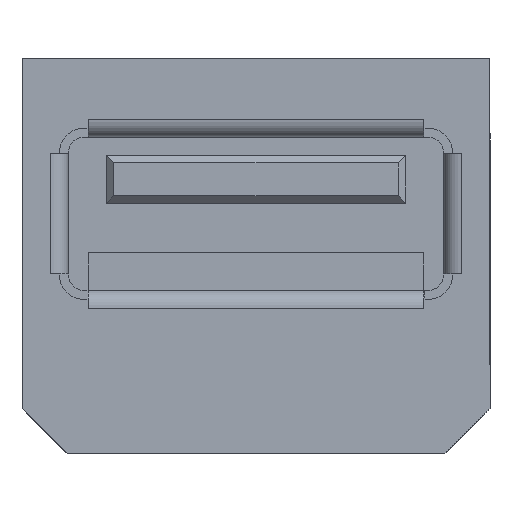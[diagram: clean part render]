
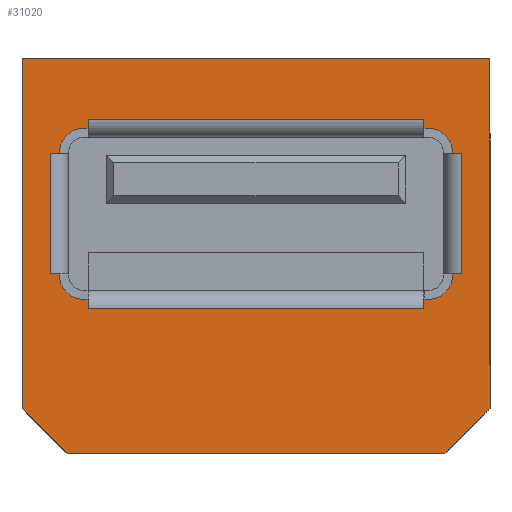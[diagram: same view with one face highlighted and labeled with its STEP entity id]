
A CAD part, front view. The second image highlights one B-rep face of the part: STEP entity #31020.
In plain terms, the highlighted face is planar.
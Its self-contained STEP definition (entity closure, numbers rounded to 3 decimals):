
#200=CARTESIAN_POINT('',(5.6,-4.255,-16.));
#210=VERTEX_POINT('',#200);
#240=CARTESIAN_POINT('',(-6.55,-4.255,-16.));
#250=DIRECTION('',(1.,0.,0.));
#260=VECTOR('',#250,1000.);
#270=LINE('',#240,#260);
#280=CARTESIAN_POINT('',(5.75,-4.255,-16.));
#290=VERTEX_POINT('',#280);
#300=EDGE_CURVE('',#210,#290,#270,.T.);
#5790=CARTESIAN_POINT('',(-5.6,-3.405,-16.));
#5800=DIRECTION('',(0.,-1.,0.));
#5810=VECTOR('',#5800,1000.);
#5820=LINE('',#5790,#5810);
#5830=CARTESIAN_POINT('',(-5.6,-4.255,-16.));
#5840=VERTEX_POINT('',#5830);
#5850=CARTESIAN_POINT('',(-5.6,-4.555,-16.));
#5860=VERTEX_POINT('',#5850);
#5870=EDGE_CURVE('',#5840,#5860,#5820,.T.);
#6090=CARTESIAN_POINT('',(-5.75,-4.255,-16.));
#6100=VERTEX_POINT('',#6090);
#6150=CARTESIAN_POINT('',(-6.55,-4.255,-16.));
#6160=DIRECTION('',(1.,0.,0.));
#6170=VECTOR('',#6160,1000.);
#6180=LINE('',#6150,#6170);
#6190=EDGE_CURVE('',#6100,#5840,#6180,.T.);
#6380=CARTESIAN_POINT('',(5.75,-3.455,-16.));
#6390=DIRECTION('',(0.,0.,1.));
#6400=DIRECTION('',(1.,0.,0.));
#6410=AXIS2_PLACEMENT_3D('',#6380,#6390,#6400);
#6420=CIRCLE('',#6410,0.8);
#6430=CARTESIAN_POINT('',(6.55,-3.455,-16.));
#6440=VERTEX_POINT('',#6430);
#6450=EDGE_CURVE('',#290,#6440,#6420,.T.);
#7890=CARTESIAN_POINT('',(6.3,6.595,-16.));
#7900=VERTEX_POINT('',#7890);
#8050=CARTESIAN_POINT('',(-6.3,6.595,-16.));
#8060=VERTEX_POINT('',#8050);
#8090=CARTESIAN_POINT('',(-7.8,6.595,-16.));
#8100=DIRECTION('',(-1.,0.,0.));
#8110=VECTOR('',#8100,1000.);
#8120=LINE('',#8090,#8110);
#8130=EDGE_CURVE('',#7900,#8060,#8120,.T.);
#8780=CARTESIAN_POINT('',(-7.8,5.095,-16.));
#8790=VERTEX_POINT('',#8780);
#8820=CARTESIAN_POINT('',(-7.8,5.095,-16.));
#8830=DIRECTION('',(0.707,0.707,0.));
#8840=VECTOR('',#8830,1000.);
#8850=LINE('',#8820,#8840);
#8860=EDGE_CURVE('',#8790,#8060,#8850,.T.);
#9750=CARTESIAN_POINT('',(7.8,-6.595,-16.));
#9760=VERTEX_POINT('',#9750);
#10510=CARTESIAN_POINT('',(7.8,5.095,-16.));
#10520=VERTEX_POINT('',#10510);
#10550=CARTESIAN_POINT('',(7.8,6.595,-16.));
#10560=DIRECTION('',(0.,1.,0.));
#10570=VECTOR('',#10560,1000.);
#10580=LINE('',#10550,#10570);
#10590=EDGE_CURVE('',#9760,#10520,#10580,.T.);
#12000=CARTESIAN_POINT('',(6.3,6.595,-16.));
#12010=DIRECTION('',(0.707,-0.707,0.));
#12020=VECTOR('',#12010,1000.);
#12030=LINE('',#12000,#12020);
#12040=EDGE_CURVE('',#7900,#10520,#12030,.T.);
#12530=CARTESIAN_POINT('',(5.6,-4.555,-16.));
#12540=VERTEX_POINT('',#12530);
#12570=CARTESIAN_POINT('',(5.6,-3.405,-16.));
#12580=DIRECTION('',(0.,1.,0.));
#12590=VECTOR('',#12580,1000.);
#12600=LINE('',#12570,#12590);
#12610=EDGE_CURVE('',#12540,#210,#12600,.T.);
#13120=CARTESIAN_POINT('',(6.55,1.445,-16.));
#13130=DIRECTION('',(0.,1.,0.));
#13140=VECTOR('',#13130,1000.);
#13150=LINE('',#13120,#13140);
#13160=CARTESIAN_POINT('',(6.55,-3.405,-16.));
#13170=VERTEX_POINT('',#13160);
#13180=EDGE_CURVE('',#6440,#13170,#13150,.T.);
#20370=CARTESIAN_POINT('',(5.6,-4.555,-16.));
#20380=DIRECTION('',(1.,0.,0.));
#20390=VECTOR('',#20380,1000.);
#20400=LINE('',#20370,#20390);
#20410=EDGE_CURVE('',#5860,#12540,#20400,.T.);
#29310=CARTESIAN_POINT('',(-7.8,-6.595,-16.));
#29320=DIRECTION('',(0.,0.,1.));
#29330=DIRECTION('',(1.,0.,0.));
#29340=AXIS2_PLACEMENT_3D('',#29310,#29320,#29330);
#29350=PLANE('',#29340);
#29360=CARTESIAN_POINT('',(-6.85,-3.405,-16.));
#29370=DIRECTION('',(0.,-1.,0.));
#29380=VECTOR('',#29370,1000.);
#29390=LINE('',#29360,#29380);
#29400=CARTESIAN_POINT('',(-6.85,0.595,-16.));
#29410=VERTEX_POINT('',#29400);
#29420=CARTESIAN_POINT('',(-6.85,-3.405,-16.));
#29430=VERTEX_POINT('',#29420);
#29440=EDGE_CURVE('',#29410,#29430,#29390,.T.);
#29450=ORIENTED_EDGE('',*,*,#29440,.T.);
#29460=CARTESIAN_POINT('',(-7.25,0.595,-16.));
#29470=DIRECTION('',(-1.,0.,0.));
#29480=VECTOR('',#29470,1000.);
#29490=LINE('',#29460,#29480);
#29500=CARTESIAN_POINT('',(-6.55,0.595,-16.));
#29510=VERTEX_POINT('',#29500);
#29520=EDGE_CURVE('',#29510,#29410,#29490,.T.);
#29530=ORIENTED_EDGE('',*,*,#29520,.T.);
#29540=CARTESIAN_POINT('',(-6.55,1.445,-16.));
#29550=DIRECTION('',(0.,-1.,0.));
#29560=VECTOR('',#29550,1000.);
#29570=LINE('',#29540,#29560);
#29580=CARTESIAN_POINT('',(-6.55,0.645,-16.));
#29590=VERTEX_POINT('',#29580);
#29600=EDGE_CURVE('',#29590,#29510,#29570,.T.);
#29610=ORIENTED_EDGE('',*,*,#29600,.T.);
#29620=CARTESIAN_POINT('',(-5.75,0.645,-16.));
#29630=DIRECTION('',(0.,0.,1.));
#29640=DIRECTION('',(1.,0.,0.));
#29650=AXIS2_PLACEMENT_3D('',#29620,#29630,#29640);
#29660=CIRCLE('',#29650,0.8);
#29670=CARTESIAN_POINT('',(-5.75,1.445,-16.));
#29680=VERTEX_POINT('',#29670);
#29690=EDGE_CURVE('',#29680,#29590,#29660,.T.);
#29700=ORIENTED_EDGE('',*,*,#29690,.T.);
#29710=CARTESIAN_POINT('',(-6.55,1.445,-16.));
#29720=DIRECTION('',(-1.,0.,0.));
#29730=VECTOR('',#29720,1000.);
#29740=LINE('',#29710,#29730);
#29750=CARTESIAN_POINT('',(-5.6,1.445,-16.));
#29760=VERTEX_POINT('',#29750);
#29770=EDGE_CURVE('',#29760,#29680,#29740,.T.);
#29780=ORIENTED_EDGE('',*,*,#29770,.T.);
#29790=CARTESIAN_POINT('',(-5.6,2.145,-16.));
#29800=DIRECTION('',(0.,-1.,0.));
#29810=VECTOR('',#29800,1000.);
#29820=LINE('',#29790,#29810);
#29830=CARTESIAN_POINT('',(-5.6,1.745,-16.));
#29840=VERTEX_POINT('',#29830);
#29850=EDGE_CURVE('',#29840,#29760,#29820,.T.);
#29860=ORIENTED_EDGE('',*,*,#29850,.T.);
#29870=CARTESIAN_POINT('',(-5.6,1.745,-16.));
#29880=DIRECTION('',(-1.,0.,0.));
#29890=VECTOR('',#29880,1000.);
#29900=LINE('',#29870,#29890);
#29910=CARTESIAN_POINT('',(5.6,1.745,-16.));
#29920=VERTEX_POINT('',#29910);
#29930=EDGE_CURVE('',#29920,#29840,#29900,.T.);
#29940=ORIENTED_EDGE('',*,*,#29930,.T.);
#29950=CARTESIAN_POINT('',(5.6,2.145,-16.));
#29960=DIRECTION('',(0.,1.,0.));
#29970=VECTOR('',#29960,1000.);
#29980=LINE('',#29950,#29970);
#29990=CARTESIAN_POINT('',(5.6,1.445,-16.));
#30000=VERTEX_POINT('',#29990);
#30010=EDGE_CURVE('',#30000,#29920,#29980,.T.);
#30020=ORIENTED_EDGE('',*,*,#30010,.T.);
#30030=CARTESIAN_POINT('',(-6.55,1.445,-16.));
#30040=DIRECTION('',(-1.,0.,0.));
#30050=VECTOR('',#30040,1000.);
#30060=LINE('',#30030,#30050);
#30070=CARTESIAN_POINT('',(5.75,1.445,-16.));
#30080=VERTEX_POINT('',#30070);
#30090=EDGE_CURVE('',#30080,#30000,#30060,.T.);
#30100=ORIENTED_EDGE('',*,*,#30090,.T.);
#30110=CARTESIAN_POINT('',(5.75,0.645,-16.));
#30120=DIRECTION('',(0.,0.,1.));
#30130=DIRECTION('',(1.,0.,0.));
#30140=AXIS2_PLACEMENT_3D('',#30110,#30120,#30130);
#30150=CIRCLE('',#30140,0.8);
#30160=CARTESIAN_POINT('',(6.55,0.645,-16.));
#30170=VERTEX_POINT('',#30160);
#30180=EDGE_CURVE('',#30170,#30080,#30150,.T.);
#30190=ORIENTED_EDGE('',*,*,#30180,.T.);
#30200=CARTESIAN_POINT('',(6.55,1.445,-16.));
#30210=DIRECTION('',(0.,1.,0.));
#30220=VECTOR('',#30210,1000.);
#30230=LINE('',#30200,#30220);
#30240=CARTESIAN_POINT('',(6.55,0.595,-16.));
#30250=VERTEX_POINT('',#30240);
#30260=EDGE_CURVE('',#30250,#30170,#30230,.T.);
#30270=ORIENTED_EDGE('',*,*,#30260,.T.);
#30280=CARTESIAN_POINT('',(5.6,0.595,-16.));
#30290=DIRECTION('',(-1.,0.,0.));
#30300=VECTOR('',#30290,1000.);
#30310=LINE('',#30280,#30300);
#30320=CARTESIAN_POINT('',(6.85,0.595,-16.));
#30330=VERTEX_POINT('',#30320);
#30340=EDGE_CURVE('',#30330,#30250,#30310,.T.);
#30350=ORIENTED_EDGE('',*,*,#30340,.T.);
#30360=CARTESIAN_POINT('',(6.85,0.595,-16.));
#30370=DIRECTION('',(0.,1.,0.));
#30380=VECTOR('',#30370,1000.);
#30390=LINE('',#30360,#30380);
#30400=CARTESIAN_POINT('',(6.85,-3.405,-16.));
#30410=VERTEX_POINT('',#30400);
#30420=EDGE_CURVE('',#30410,#30330,#30390,.T.);
#30430=ORIENTED_EDGE('',*,*,#30420,.T.);
#30440=CARTESIAN_POINT('',(5.6,-3.405,-16.));
#30450=DIRECTION('',(1.,0.,0.));
#30460=VECTOR('',#30450,1000.);
#30470=LINE('',#30440,#30460);
#30480=EDGE_CURVE('',#13170,#30410,#30470,.T.);
#30490=ORIENTED_EDGE('',*,*,#30480,.T.);
#30500=ORIENTED_EDGE('',*,*,#13180,.T.);
#30510=ORIENTED_EDGE('',*,*,#6450,.T.);
#30520=ORIENTED_EDGE('',*,*,#300,.T.);
#30530=ORIENTED_EDGE('',*,*,#12610,.T.);
#30540=ORIENTED_EDGE('',*,*,#20410,.T.);
#30550=ORIENTED_EDGE('',*,*,#5870,.T.);
#30560=ORIENTED_EDGE('',*,*,#6190,.T.);
#30570=CARTESIAN_POINT('',(-5.75,-3.455,-16.));
#30580=DIRECTION('',(0.,0.,1.));
#30590=DIRECTION('',(1.,0.,0.));
#30600=AXIS2_PLACEMENT_3D('',#30570,#30580,#30590);
#30610=CIRCLE('',#30600,0.8);
#30620=CARTESIAN_POINT('',(-6.55,-3.455,-16.));
#30630=VERTEX_POINT('',#30620);
#30640=EDGE_CURVE('',#30630,#6100,#30610,.T.);
#30650=ORIENTED_EDGE('',*,*,#30640,.T.);
#30660=CARTESIAN_POINT('',(-6.55,1.445,-16.));
#30670=DIRECTION('',(0.,-1.,0.));
#30680=VECTOR('',#30670,1000.);
#30690=LINE('',#30660,#30680);
#30700=CARTESIAN_POINT('',(-6.55,-3.405,-16.));
#30710=VERTEX_POINT('',#30700);
#30720=EDGE_CURVE('',#30710,#30630,#30690,.T.);
#30730=ORIENTED_EDGE('',*,*,#30720,.T.);
#30740=CARTESIAN_POINT('',(-7.25,-3.405,-16.));
#30750=DIRECTION('',(1.,0.,0.));
#30760=VECTOR('',#30750,1000.);
#30770=LINE('',#30740,#30760);
#30780=EDGE_CURVE('',#29430,#30710,#30770,.T.);
#30790=ORIENTED_EDGE('',*,*,#30780,.T.);
#30800=EDGE_LOOP('',(#30790,#30730,#30650,#30560,#30550,#30540,#30530,
#30520,#30510,#30500,#30490,#30430,#30350,#30270,#30190,#30100,#30020,
#29940,#29860,#29780,#29700,#29610,#29530,#29450));
#30810=FACE_BOUND('',#30800,.T.);
#30820=CARTESIAN_POINT('',(-7.8,-6.595,-16.));
#30830=DIRECTION('',(1.,0.,0.));
#30840=VECTOR('',#30830,1000.);
#30850=LINE('',#30820,#30840);
#30860=CARTESIAN_POINT('',(-7.8,-6.595,-16.));
#30870=VERTEX_POINT('',#30860);
#30880=EDGE_CURVE('',#30870,#9760,#30850,.T.);
#30890=ORIENTED_EDGE('',*,*,#30880,.F.);
#30900=ORIENTED_EDGE('',*,*,#10590,.F.);
#30910=ORIENTED_EDGE('',*,*,#12040,.T.);
#30920=ORIENTED_EDGE('',*,*,#8130,.F.);
#30930=ORIENTED_EDGE('',*,*,#8860,.T.);
#30940=CARTESIAN_POINT('',(-7.8,6.595,-16.));
#30950=DIRECTION('',(0.,-1.,0.));
#30960=VECTOR('',#30950,1000.);
#30970=LINE('',#30940,#30960);
#30980=EDGE_CURVE('',#8790,#30870,#30970,.T.);
#30990=ORIENTED_EDGE('',*,*,#30980,.F.);
#31000=EDGE_LOOP('',(#30990,#30930,#30920,#30910,#30900,#30890));
#31010=FACE_OUTER_BOUND('',#31000,.T.);
#31020=ADVANCED_FACE('',(#30810,#31010),#29350,.F.);
